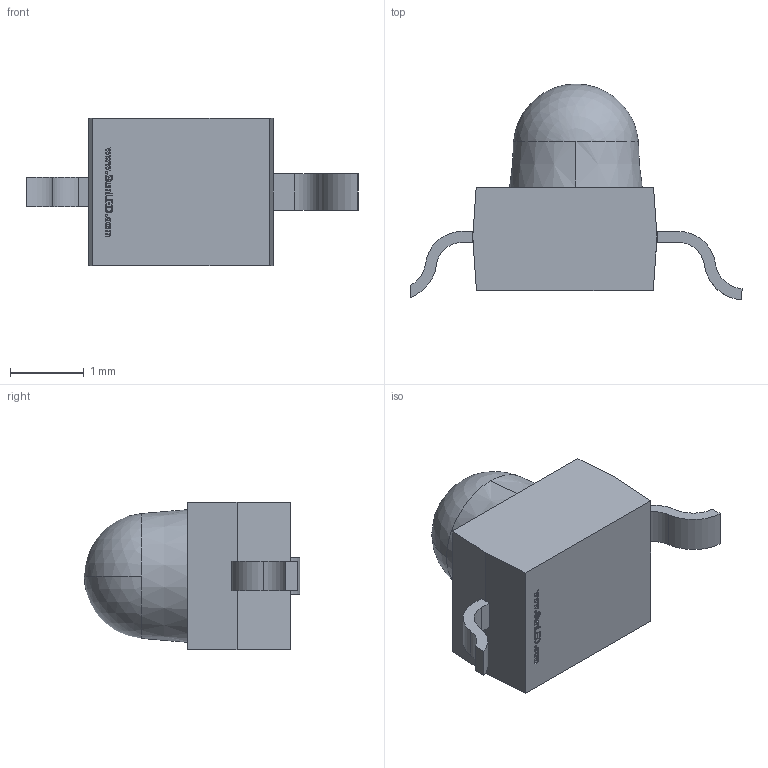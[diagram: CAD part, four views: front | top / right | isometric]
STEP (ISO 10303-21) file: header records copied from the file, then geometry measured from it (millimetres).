
FILE_DESCRIPTION (( 'STEP AP214' ), '1' );
FILE_NAME ('XZxx46-3.STEP', '2015-08-26T22:42:43', ( '' ), ( '' ), 'SwSTEP 2.0', 'SolidWorks 2012', '' );
FILE_SCHEMA (( 'AUTOMOTIVE_DESIGN' ));
Length unit declared in the file: millimetre
Products named in the file (1): XZxx46-3
Bounding box: 4.5 x 2.93 x 2 mm (x, y, z)
Volume: 9.7 mm3; surface area: 30.8 mm2
Topology: 3 solids, 3 shells, 199 faces, 529 edges, 353 vertices
Faces by surface type: plane 130, bspline 57, cylinder 8, cone 2, sphere 2
Entity records: 11054 total; most frequent: CARTESIAN_POINT 4219, ORIENTED_EDGE 1058, DIRECTION 725, EDGE_CURVE 529, VECTOR 391, LINE 391, VERTEX_POINT 353, EDGE_LOOP 216
